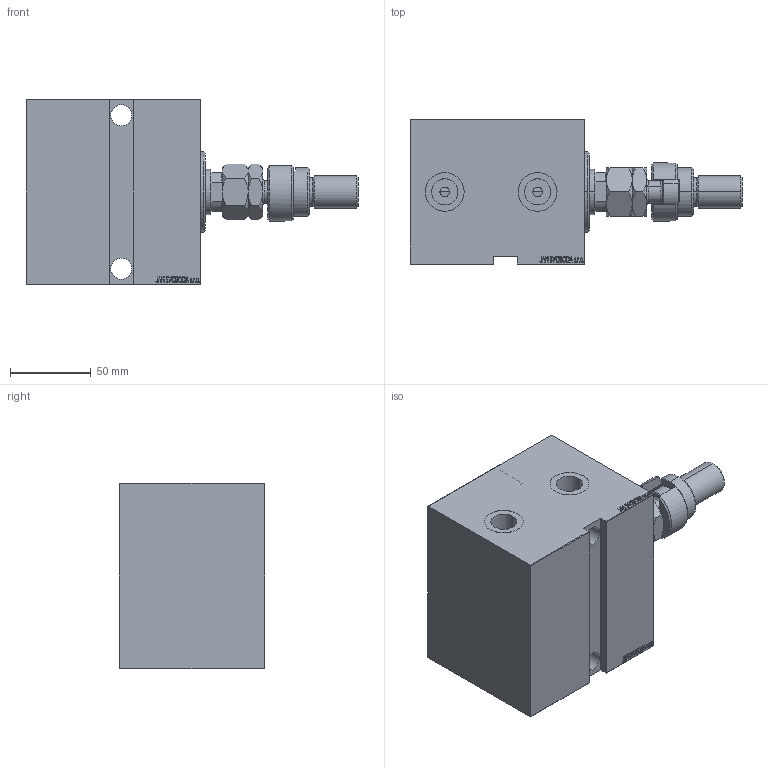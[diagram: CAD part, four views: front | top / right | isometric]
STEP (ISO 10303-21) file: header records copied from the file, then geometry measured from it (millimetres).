
FILE_DESCRIPTION (( 'STEP AP203' ), '1' );
FILE_NAME ('6729.STEP', '2022-04-17T05:38:38', ( '' ), ( '' ), 'SwSTEP 2.0', 'SolidWorks 2019', '' );
FILE_SCHEMA (( 'CONFIG_CONTROL_DESIGN' ));
Length unit declared in the file: millimetre
Products named in the file (7): V450CM_E_Body 7df8825f621b768f0d867eede873d310; FEMALE_PART_FOR_DFA 7df8825f621b768f0d867eede873d310; DFA 7df8825f621b768f0d867eede873d310; V450CM_VC_B 7df8825f621b768f0d867eede873d310; MFA 7df8825f621b768f0d867eede873d310; V450CM_E_VCP 7df8825f621b768f0d867eede873d310; 6729
Assembly tree (6 placements, depth 3):
  6729
    V450CM_E_Body 7df8825f621b768f0d867eede873d310
    V450CM_E_VCP 7df8825f621b768f0d867eede873d310
    V450CM_VC_B 7df8825f621b768f0d867eede873d310
    DFA 7df8825f621b768f0d867eede873d310
      FEMALE_PART_FOR_DFA 7df8825f621b768f0d867eede873d310
      MFA 7df8825f621b768f0d867eede873d310
Bounding box: 205.5 x 90 x 115 mm (x, y, z)
Volume: 1010836.7 mm3; surface area: 142340.7 mm2
Topology: 5 solids, 5 shells, 953 faces, 2411 edges, 1582 vertices
Faces by surface type: plane 444, bspline 380, cylinder 71, cone 54, torus 4
Entity records: 46414 total; most frequent: CARTESIAN_POINT 25294, ORIENTED_EDGE 4818, DIRECTION 2947, EDGE_CURVE 2409, VERTEX_POINT 1582, VECTOR 1381, LINE 1381, EDGE_LOOP 1079
